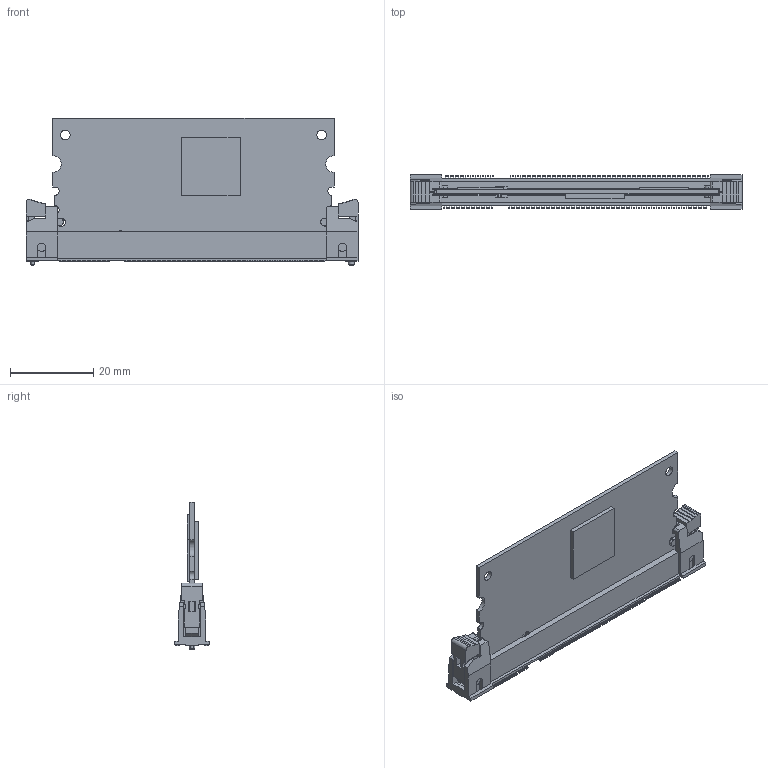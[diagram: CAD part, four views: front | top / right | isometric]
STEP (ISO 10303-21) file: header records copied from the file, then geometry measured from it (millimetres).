
FILE_DESCRIPTION(/* description */ (''),/* implementation_level */ '2;1');
FILE_NAME(/* name */ 'SODIMM-200.step',/* time_stamp */ '2020-04-18T18:06:56+01:00',/* author */ (''),/* organization */ (''),/* preprocessor_version */ 'ST-DEVELOPER v18.1',/* originating_system */ 'Autodesk Translation Framework v9.2.0.1227',/* authorisation */ '');
FILE_SCHEMA (('AUTOMOTIVE_DESIGN { 1 0 10303 214 3 1 1 }'));
Products named in the file (2): SODIMM-200; Compute Module
Assembly tree (1 placements, depth 2):
  SODIMM-200
    Compute Module
Bounding box: 79.8 x 8.4 x 35.4 mm (x, y, z)
Volume: 5231.1 mm3; surface area: 8960.1 mm2
Topology: 2 solids, 2 shells, 2380 faces, 6123 edges, 3929 vertices
Faces by surface type: plane 1724, cylinder 650, sphere 4, cone 2
Full cylindrical faces by diameter (mm): 0.8 x1, 1.4 x1, 2 x4, 2.3 x2
Entity records: 71627 total; most frequent: CARTESIAN_POINT 12431, ORIENTED_EDGE 12238, DIRECTION 12226, EDGE_CURVE 6119, LINE 4778, VECTOR 4778, VERTEX_POINT 3929, AXIS2_PLACEMENT_3D 3724
